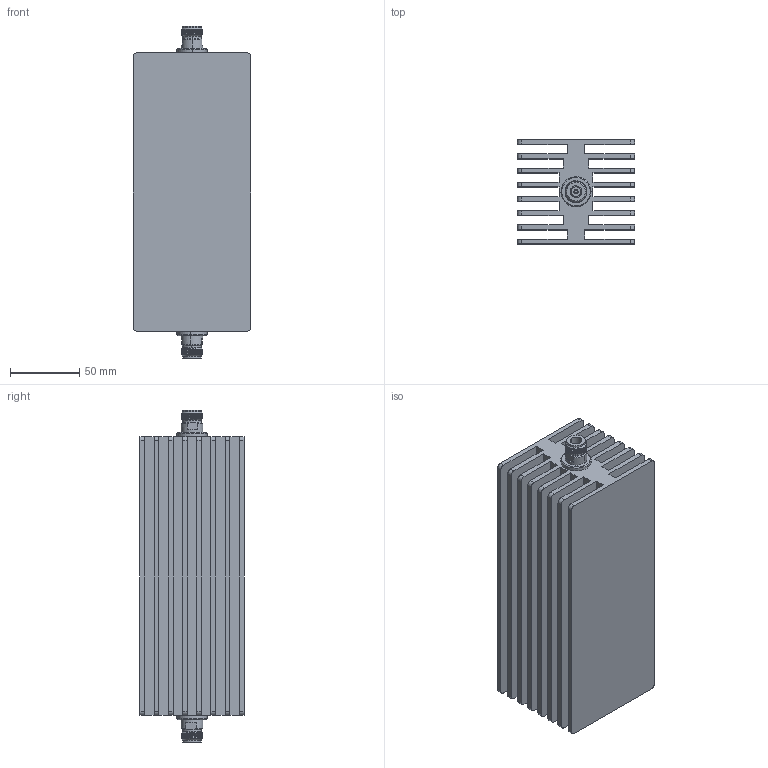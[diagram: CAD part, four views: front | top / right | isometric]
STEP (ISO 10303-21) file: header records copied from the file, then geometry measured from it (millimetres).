
FILE_DESCRIPTION (( 'STEP AP214' ), '1' );
FILE_NAME ('CA-N-9 Rev 1.0.STEP', '2026-03-06T17:39:03', ( '' ), ( '' ), 'SwSTEP 2.0', 'SolidWorks 2021', '' );
FILE_SCHEMA (( 'AUTOMOTIVE_DESIGN' ));
Length unit declared in the file: inch
Products named in the file (1): CA-N-9 Rev 1.0
Bounding box: 85 x 75.5 x 240.4 mm (x, y, z)
Volume: 662465.1 mm3; surface area: 262173.4 mm2
Topology: 7 solids, 7 shells, 274 faces, 730 edges, 482 vertices
Faces by surface type: plane 142, cylinder 106, cone 20, bspline 6
Entity records: 14678 total; most frequent: CARTESIAN_POINT 4193, ORIENTED_EDGE 1460, DIRECTION 1410, EDGE_CURVE 730, AXIS2_PLACEMENT_3D 499, VERTEX_POINT 482, VECTOR 412, LINE 412
